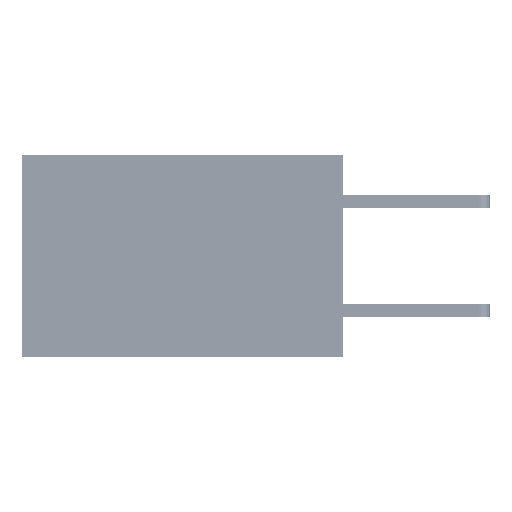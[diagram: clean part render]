
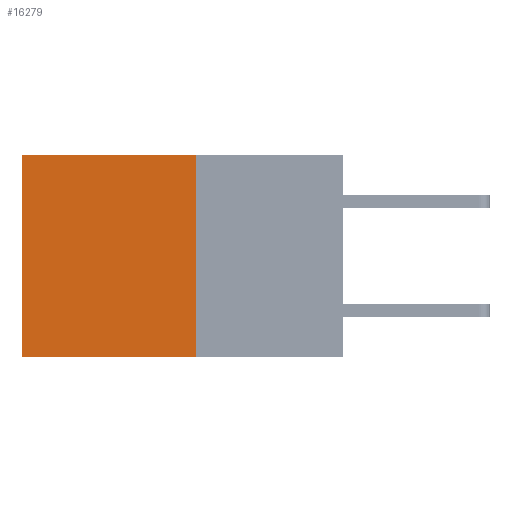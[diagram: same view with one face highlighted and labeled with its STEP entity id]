
A CAD part, left-side view. The second image highlights one B-rep face of the part: STEP entity #16279.
In plain terms, the highlighted planar face has unit normal (-1, 0, 0).
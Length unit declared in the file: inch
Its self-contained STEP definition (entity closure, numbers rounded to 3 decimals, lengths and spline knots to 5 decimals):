
#287 = VECTOR ( 'NONE', #20566, 39.37008 ) ;
#3470 = DIRECTION ( 'NONE',  ( 0., 0., -1. ) ) ;
#4170 = LINE ( 'NONE', #15873, #18505 ) ;
#6578 = LINE ( 'NONE', #12465, #287 ) ;
#8781 = CARTESIAN_POINT ( 'NONE',  ( 0.277, 0.59, -0.37 ) ) ;
#9968 = DIRECTION ( 'NONE',  ( 0., 1., 0. ) ) ;
#10419 = DIRECTION ( 'NONE',  ( 1., 0., 0. ) ) ;
#10744 = ORIENTED_EDGE ( 'NONE', *, *, #14069, .T. ) ;
#12287 = CARTESIAN_POINT ( 'NONE',  ( 0.277, 0.27, -0.37 ) ) ;
#12332 = VERTEX_POINT ( 'NONE', #29039 ) ;
#12465 = CARTESIAN_POINT ( 'NONE',  ( 0.277, 0.27, -0.37 ) ) ;
#13662 = EDGE_CURVE ( 'NONE', #12332, #27297, #21861, .T. ) ;
#14001 = CARTESIAN_POINT ( 'NONE',  ( 0.277, 0.59, -0.37 ) ) ;
#14069 = EDGE_CURVE ( 'NONE', #27297, #24827, #24341, .T. ) ;
#15565 = VECTOR ( 'NONE', #9968, 39.37008 ) ;
#15873 = CARTESIAN_POINT ( 'NONE',  ( 0.277, 0.27, -0.37 ) ) ;
#16238 = FACE_OUTER_BOUND ( 'NONE', #27136, .T. ) ;
#16279 = ADVANCED_FACE ( 'NONE', ( #16238 ), #21102, .F. ) ;
#18505 = VECTOR ( 'NONE', #23838, 39.37008 ) ;
#19631 = VERTEX_POINT ( 'NONE', #12287 ) ;
#20523 = EDGE_CURVE ( 'NONE', #12332, #19631, #4170, .T. ) ;
#20566 = DIRECTION ( 'NONE',  ( 0., 1., 0. ) ) ;
#20606 = ORIENTED_EDGE ( 'NONE', *, *, #13662, .T. ) ;
#21102 = PLANE ( 'NONE',  #26931 ) ;
#21144 = CARTESIAN_POINT ( 'NONE',  ( 0.277, 0.59, 0. ) ) ;
#21861 = LINE ( 'NONE', #23340, #15565 ) ;
#23340 = CARTESIAN_POINT ( 'NONE',  ( 0.277, 0.27, 0. ) ) ;
#23838 = DIRECTION ( 'NONE',  ( 0., 0., -1. ) ) ;
#24341 = LINE ( 'NONE', #8781, #29758 ) ;
#24827 = VERTEX_POINT ( 'NONE', #14001 ) ;
#26467 = CARTESIAN_POINT ( 'NONE',  ( 0.277, 0.27, -0.37 ) ) ;
#26931 = AXIS2_PLACEMENT_3D ( 'NONE', #26467, #10419, #29159 ) ;
#27136 = EDGE_LOOP ( 'NONE', ( #10744, #28099, #34607, #20606 ) ) ;
#27297 = VERTEX_POINT ( 'NONE', #21144 ) ;
#28099 = ORIENTED_EDGE ( 'NONE', *, *, #29700, .F. ) ;
#29039 = CARTESIAN_POINT ( 'NONE',  ( 0.277, 0.27, 0. ) ) ;
#29159 = DIRECTION ( 'NONE',  ( 0., 0., -1. ) ) ;
#29700 = EDGE_CURVE ( 'NONE', #19631, #24827, #6578, .T. ) ;
#29758 = VECTOR ( 'NONE', #3470, 39.37008 ) ;
#34607 = ORIENTED_EDGE ( 'NONE', *, *, #20523, .F. ) ;
